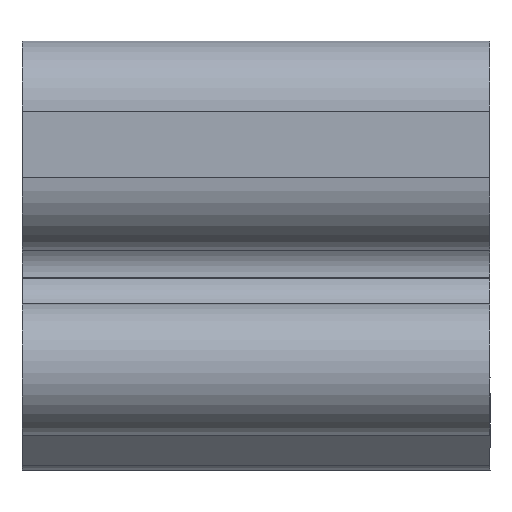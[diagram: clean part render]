
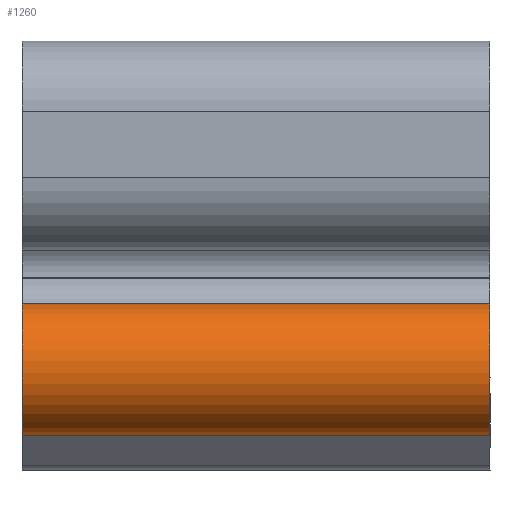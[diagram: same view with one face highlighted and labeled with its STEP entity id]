
A CAD part, left-side view. The second image highlights one B-rep face of the part: STEP entity #1260.
In plain terms, the highlighted cylindrical face has radius 8.5 mm (diameter 17 mm), a partial arc.
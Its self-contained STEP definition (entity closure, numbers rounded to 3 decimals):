
#157=FACE_OUTER_BOUND('',#225,.T.);
#225=EDGE_LOOP('',(#1124,#1125,#1126,#1127));
#324=LINE('',#2522,#421);
#328=LINE('',#2537,#425);
#421=VECTOR('',#1655,10.);
#425=VECTOR('',#1673,10.);
#478=CIRCLE('',#1368,8.5);
#481=CIRCLE('',#1379,8.5);
#601=VERTEX_POINT('',#2498);
#602=VERTEX_POINT('',#2500);
#606=VERTEX_POINT('',#2521);
#609=VERTEX_POINT('',#2531);
#773=EDGE_CURVE('',#602,#601,#478,.T.);
#784=EDGE_CURVE('',#602,#606,#324,.T.);
#789=EDGE_CURVE('',#606,#609,#481,.T.);
#792=EDGE_CURVE('',#601,#609,#328,.T.);
#1124=ORIENTED_EDGE('',*,*,#773,.T.);
#1125=ORIENTED_EDGE('',*,*,#792,.T.);
#1126=ORIENTED_EDGE('',*,*,#789,.F.);
#1127=ORIENTED_EDGE('',*,*,#784,.F.);
#1203=CYLINDRICAL_SURFACE('',#1382,8.5);
#1260=ADVANCED_FACE('',(#157),#1203,.T.);
#1368=AXIS2_PLACEMENT_3D('',#2501,#1630,#1631);
#1379=AXIS2_PLACEMENT_3D('',#2532,#1665,#1666);
#1382=AXIS2_PLACEMENT_3D('',#2536,#1671,#1672);
#1630=DIRECTION('center_axis',(0.,-1.,0.));
#1631=DIRECTION('ref_axis',(0.998,0.,-0.068));
#1655=DIRECTION('',(0.,-1.,0.));
#1665=DIRECTION('center_axis',(0.,-1.,0.));
#1666=DIRECTION('ref_axis',(0.998,0.,-0.068));
#1671=DIRECTION('center_axis',(0.,-1.,0.));
#1672=DIRECTION('ref_axis',(-0.952,0.,-0.306));
#1673=DIRECTION('',(0.,-1.,0.));
#2498=CARTESIAN_POINT('',(68.426,-0.011,-39.08));
#2500=CARTESIAN_POINT('',(63.658,-0.011,-24.226));
#2501=CARTESIAN_POINT('Origin',(62.826,-0.011,-32.685));
#2521=CARTESIAN_POINT('',(63.658,-60.011,-24.226));
#2522=CARTESIAN_POINT('',(63.658,-0.011,-24.226));
#2531=CARTESIAN_POINT('',(68.426,-60.011,-39.08));
#2532=CARTESIAN_POINT('Origin',(62.826,-60.011,-32.685));
#2536=CARTESIAN_POINT('Origin',(62.826,-0.011,-32.685));
#2537=CARTESIAN_POINT('',(68.426,-0.011,-39.08));
